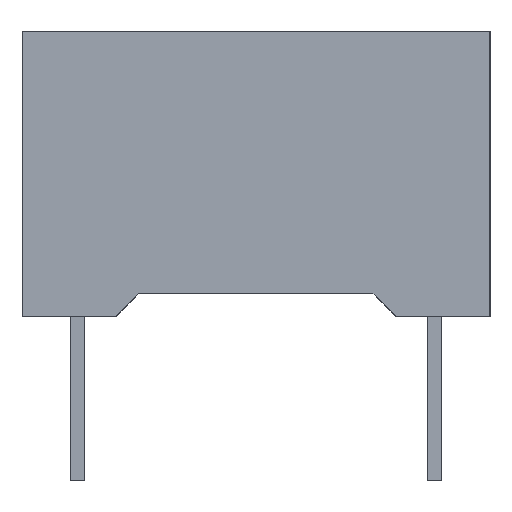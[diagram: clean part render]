
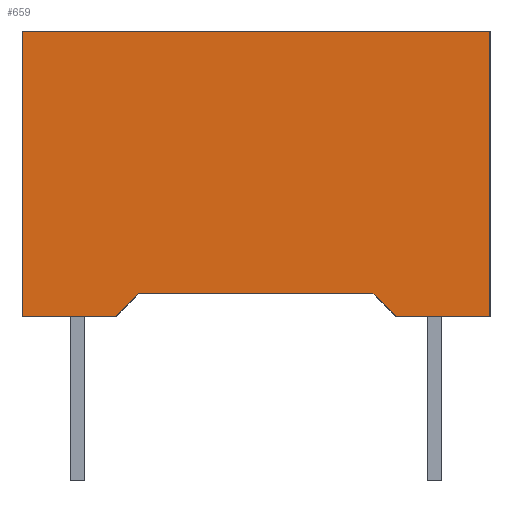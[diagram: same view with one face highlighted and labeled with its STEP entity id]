
A CAD part, left-side view. The second image highlights one B-rep face of the part: STEP entity #659.
In plain terms, the highlighted planar face has unit normal (-1, 0, 0).
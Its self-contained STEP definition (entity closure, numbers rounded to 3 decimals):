
#22 = VERTEX_POINT('',#23);
#23 = CARTESIAN_POINT('',(-15.13,5.,0.));
#31 = EDGE_CURVE('',#22,#32,#34,.T.);
#32 = VERTEX_POINT('',#33);
#33 = CARTESIAN_POINT('',(-15.13,5.,-6.1));
#34 = LINE('',#35,#36);
#35 = CARTESIAN_POINT('',(-15.13,5.,0.));
#36 = VECTOR('',#37,1.);
#37 = DIRECTION('',(-0.,-0.,-1.));
#129 = VERTEX_POINT('',#130);
#130 = CARTESIAN_POINT('',(-15.13,-5.,0.));
#136 = EDGE_CURVE('',#129,#22,#137,.T.);
#137 = LINE('',#138,#139);
#138 = CARTESIAN_POINT('',(-15.13,-5.,0.));
#139 = VECTOR('',#140,1.);
#140 = DIRECTION('',(0.,1.,0.));
#640 = EDGE_CURVE('',#641,#32,#643,.T.);
#641 = VERTEX_POINT('',#642);
#642 = CARTESIAN_POINT('',(-15.13,3.,-6.1));
#643 = LINE('',#644,#645);
#644 = CARTESIAN_POINT('',(-15.13,-5.,-6.1));
#645 = VECTOR('',#646,1.);
#646 = DIRECTION('',(0.,1.,0.));
#659 = ADVANCED_FACE('',(#660),#703,.F.);
#660 = FACE_BOUND('',#661,.F.);
#661 = EDGE_LOOP('',(#662,#663,#671,#679,#687,#695,#701,#702));
#662 = ORIENTED_EDGE('',*,*,#136,.F.);
#663 = ORIENTED_EDGE('',*,*,#664,.T.);
#664 = EDGE_CURVE('',#129,#665,#667,.T.);
#665 = VERTEX_POINT('',#666);
#666 = CARTESIAN_POINT('',(-15.13,-5.,-6.1));
#667 = LINE('',#668,#669);
#668 = CARTESIAN_POINT('',(-15.13,-5.,0.));
#669 = VECTOR('',#670,1.);
#670 = DIRECTION('',(-0.,-0.,-1.));
#671 = ORIENTED_EDGE('',*,*,#672,.T.);
#672 = EDGE_CURVE('',#665,#673,#675,.T.);
#673 = VERTEX_POINT('',#674);
#674 = CARTESIAN_POINT('',(-15.13,-3.,-6.1));
#675 = LINE('',#676,#677);
#676 = CARTESIAN_POINT('',(-15.13,-5.,-6.1));
#677 = VECTOR('',#678,1.);
#678 = DIRECTION('',(0.,1.,0.));
#679 = ORIENTED_EDGE('',*,*,#680,.F.);
#680 = EDGE_CURVE('',#681,#673,#683,.T.);
#681 = VERTEX_POINT('',#682);
#682 = CARTESIAN_POINT('',(-15.13,-2.5,-5.6));
#683 = LINE('',#684,#685);
#684 = CARTESIAN_POINT('',(-15.13,-1.725,-4.825));
#685 = VECTOR('',#686,1.);
#686 = DIRECTION('',(0.,-0.707,-0.707));
#687 = ORIENTED_EDGE('',*,*,#688,.T.);
#688 = EDGE_CURVE('',#681,#689,#691,.T.);
#689 = VERTEX_POINT('',#690);
#690 = CARTESIAN_POINT('',(-15.13,2.5,-5.6));
#691 = LINE('',#692,#693);
#692 = CARTESIAN_POINT('',(-15.13,-3.75,-5.6));
#693 = VECTOR('',#694,1.);
#694 = DIRECTION('',(0.,1.,0.));
#695 = ORIENTED_EDGE('',*,*,#696,.T.);
#696 = EDGE_CURVE('',#689,#641,#697,.T.);
#697 = LINE('',#698,#699);
#698 = CARTESIAN_POINT('',(-15.13,-0.775,-2.325));
#699 = VECTOR('',#700,1.);
#700 = DIRECTION('',(0.,0.707,-0.707));
#701 = ORIENTED_EDGE('',*,*,#640,.T.);
#702 = ORIENTED_EDGE('',*,*,#31,.F.);
#703 = PLANE('',#704);
#704 = AXIS2_PLACEMENT_3D('',#705,#706,#707);
#705 = CARTESIAN_POINT('',(-15.13,-5.,0.));
#706 = DIRECTION('',(1.,0.,0.));
#707 = DIRECTION('',(0.,1.,0.));
